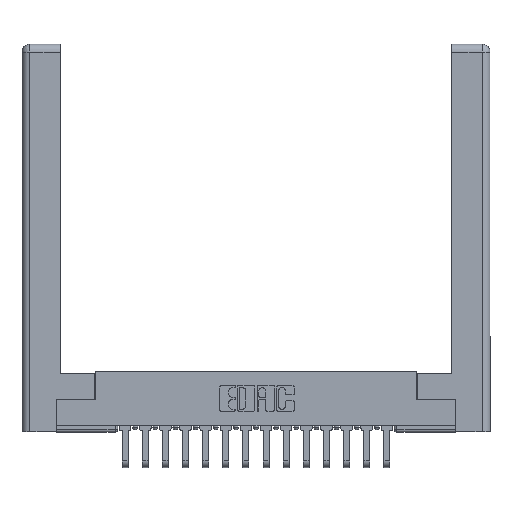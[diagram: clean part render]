
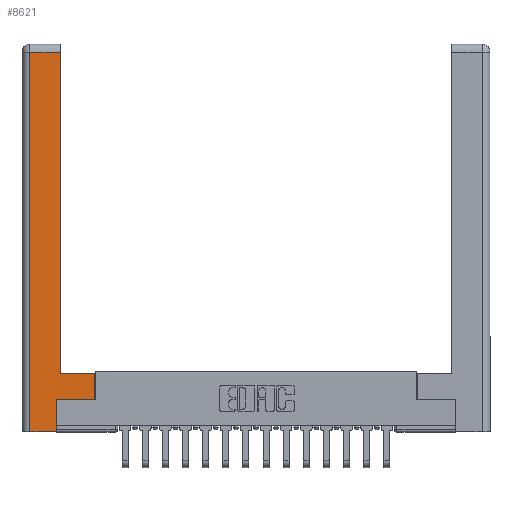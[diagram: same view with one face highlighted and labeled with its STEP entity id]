
A CAD part, top view. The second image highlights one B-rep face of the part: STEP entity #8621.
In plain terms, the highlighted planar face has unit normal (0, 0, 1).
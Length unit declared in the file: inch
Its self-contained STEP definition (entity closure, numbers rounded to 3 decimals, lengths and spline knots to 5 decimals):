
#104 = LINE ( 'NONE', #13889, #3185 ) ;
#256 = ORIENTED_EDGE ( 'NONE', *, *, #5780, .T. ) ;
#386 = ORIENTED_EDGE ( 'NONE', *, *, #15452, .T. ) ;
#718 = LINE ( 'NONE', #7349, #12616 ) ;
#1093 = ORIENTED_EDGE ( 'NONE', *, *, #15424, .T. ) ;
#1267 = DIRECTION ( 'NONE',  ( 0., 1., 0. ) ) ;
#1720 = AXIS2_PLACEMENT_3D ( 'NONE', #16416, #11028, #9636 ) ;
#1737 = DIRECTION ( 'NONE',  ( 0., 1., 0. ) ) ;
#1938 = CARTESIAN_POINT ( 'NONE',  ( 0.265, 0., 0. ) ) ;
#2329 = CARTESIAN_POINT ( 'NONE',  ( 0.565, 0.45, 0. ) ) ;
#2527 = CARTESIAN_POINT ( 'NONE',  ( 0.0615, 2.94, 0. ) ) ;
#2695 = EDGE_CURVE ( 'NONE', #3560, #9413, #6081, .T. ) ;
#3123 = CARTESIAN_POINT ( 'NONE',  ( 0.0615, 0., 0. ) ) ;
#3124 = EDGE_CURVE ( 'NONE', #9683, #9086, #104, .T. ) ;
#3185 = VECTOR ( 'NONE', #1267, 39.37008 ) ;
#3560 = VERTEX_POINT ( 'NONE', #2527 ) ;
#4918 = CARTESIAN_POINT ( 'NONE',  ( 0.565, 0.245, 0. ) ) ;
#5246 = VERTEX_POINT ( 'NONE', #1938 ) ;
#5780 = EDGE_CURVE ( 'NONE', #9086, #11832, #5975, .T. ) ;
#5888 = DIRECTION ( 'NONE',  ( 0., 1., 0. ) ) ;
#5892 = FACE_OUTER_BOUND ( 'NONE', #11720, .T. ) ;
#5975 = LINE ( 'NONE', #15673, #16084 ) ;
#6081 = LINE ( 'NONE', #3123, #14207 ) ;
#6130 = VERTEX_POINT ( 'NONE', #6574 ) ;
#6419 = LINE ( 'NONE', #14311, #14326 ) ;
#6574 = CARTESIAN_POINT ( 'NONE',  ( 0.265, 0.245, 0. ) ) ;
#6871 = ORIENTED_EDGE ( 'NONE', *, *, #3124, .T. ) ;
#7127 = CARTESIAN_POINT ( 'NONE',  ( 0.0615, 2.94, 0. ) ) ;
#7349 = CARTESIAN_POINT ( 'NONE',  ( 0.265, 0.245, 0. ) ) ;
#7386 = ORIENTED_EDGE ( 'NONE', *, *, #2695, .T. ) ;
#8383 = CARTESIAN_POINT ( 'NONE',  ( 0.0615, 0., 0. ) ) ;
#8463 = LINE ( 'NONE', #7127, #8922 ) ;
#8621 = ADVANCED_FACE ( 'NONE', ( #5892 ), #10845, .F. ) ;
#8922 = VECTOR ( 'NONE', #16876, 39.37008 ) ;
#9086 = VERTEX_POINT ( 'NONE', #2329 ) ;
#9235 = CARTESIAN_POINT ( 'NONE',  ( 0.295, 0.45, 0. ) ) ;
#9413 = VERTEX_POINT ( 'NONE', #8383 ) ;
#9636 = DIRECTION ( 'NONE',  ( -1., 0., 0. ) ) ;
#9683 = VERTEX_POINT ( 'NONE', #4918 ) ;
#9727 = LINE ( 'NONE', #14136, #17606 ) ;
#10845 = PLANE ( 'NONE',  #1720 ) ;
#11028 = DIRECTION ( 'NONE',  ( 0., 0., -1. ) ) ;
#11720 = EDGE_LOOP ( 'NONE', ( #386, #16062, #7386, #1093, #16191, #13185, #6871, #256 ) ) ;
#11832 = VERTEX_POINT ( 'NONE', #9235 ) ;
#11874 = VERTEX_POINT ( 'NONE', #17910 ) ;
#12616 = VECTOR ( 'NONE', #1737, 39.37008 ) ;
#12726 = DIRECTION ( 'NONE',  ( 1., 0., 0. ) ) ;
#12992 = DIRECTION ( 'NONE',  ( 0., -1., 0. ) ) ;
#13114 = DIRECTION ( 'NONE',  ( 1., 0., 0. ) ) ;
#13185 = ORIENTED_EDGE ( 'NONE', *, *, #14935, .T. ) ;
#13807 = EDGE_CURVE ( 'NONE', #11874, #3560, #8463, .T. ) ;
#13889 = CARTESIAN_POINT ( 'NONE',  ( 0.565, 0.45, 0. ) ) ;
#13915 = VECTOR ( 'NONE', #13114, 39.37008 ) ;
#14136 = CARTESIAN_POINT ( 'NONE',  ( 0.265, 0., 0. ) ) ;
#14207 = VECTOR ( 'NONE', #12992, 39.37008 ) ;
#14311 = CARTESIAN_POINT ( 'NONE',  ( 0.295, 3., 0. ) ) ;
#14326 = VECTOR ( 'NONE', #5888, 39.37008 ) ;
#14328 = CARTESIAN_POINT ( 'NONE',  ( 0.565, 0.245, 0. ) ) ;
#14784 = LINE ( 'NONE', #14328, #13915 ) ;
#14935 = EDGE_CURVE ( 'NONE', #6130, #9683, #14784, .T. ) ;
#15424 = EDGE_CURVE ( 'NONE', #9413, #5246, #9727, .T. ) ;
#15452 = EDGE_CURVE ( 'NONE', #11832, #11874, #6419, .T. ) ;
#15673 = CARTESIAN_POINT ( 'NONE',  ( 0.295, 0.45, 0. ) ) ;
#16062 = ORIENTED_EDGE ( 'NONE', *, *, #13807, .T. ) ;
#16084 = VECTOR ( 'NONE', #17252, 39.37008 ) ;
#16191 = ORIENTED_EDGE ( 'NONE', *, *, #16986, .T. ) ;
#16416 = CARTESIAN_POINT ( 'NONE',  ( 0., 0., 0. ) ) ;
#16876 = DIRECTION ( 'NONE',  ( -1., 0., 0. ) ) ;
#16986 = EDGE_CURVE ( 'NONE', #5246, #6130, #718, .T. ) ;
#17252 = DIRECTION ( 'NONE',  ( -1., 0., 0. ) ) ;
#17606 = VECTOR ( 'NONE', #12726, 39.37008 ) ;
#17910 = CARTESIAN_POINT ( 'NONE',  ( 0.295, 2.94, 0. ) ) ;
